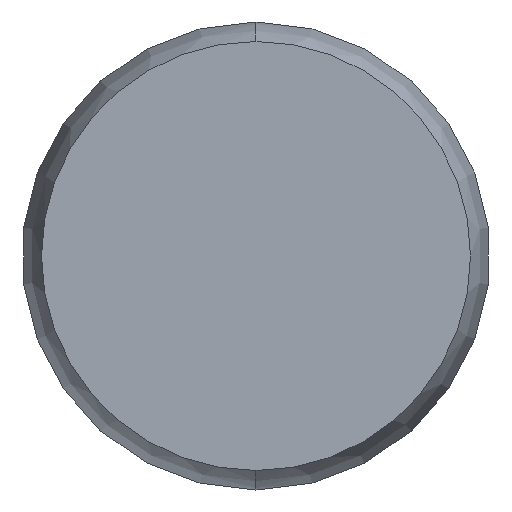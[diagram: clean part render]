
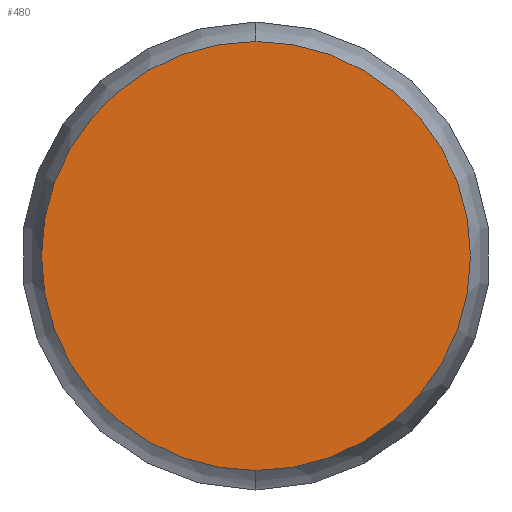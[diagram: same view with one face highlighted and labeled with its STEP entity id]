
A CAD part, left-side view. The second image highlights one B-rep face of the part: STEP entity #480.
In plain terms, the highlighted planar face has unit normal (-1, 0, 0).
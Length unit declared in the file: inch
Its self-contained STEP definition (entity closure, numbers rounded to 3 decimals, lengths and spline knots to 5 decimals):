
#50 = AXIS2_PLACEMENT_3D ( 'NONE', #145, #100, #259 ) ;
#83 = ORIENTED_EDGE ( 'NONE', *, *, #96, .T. ) ;
#93 = VERTEX_POINT ( 'NONE', #302 ) ;
#96 = EDGE_CURVE ( 'NONE', #93, #233, #277, .T. ) ;
#100 = DIRECTION ( 'NONE',  ( -1., 0., 0. ) ) ;
#104 = CARTESIAN_POINT ( 'NONE',  ( 0., 0., 0. ) ) ;
#142 = AXIS2_PLACEMENT_3D ( 'NONE', #376, #331, #327 ) ;
#145 = CARTESIAN_POINT ( 'NONE',  ( 0., 0., 0. ) ) ;
#181 = PLANE ( 'NONE',  #142 ) ;
#211 = ORIENTED_EDGE ( 'NONE', *, *, #474, .T. ) ;
#226 = CIRCLE ( 'NONE', #50, 0.033 ) ;
#233 = VERTEX_POINT ( 'NONE', #268 ) ;
#259 = DIRECTION ( 'NONE',  ( 0., 0., 1. ) ) ;
#268 = CARTESIAN_POINT ( 'NONE',  ( 0., 0., -0.033 ) ) ;
#277 = CIRCLE ( 'NONE', #433, 0.033 ) ;
#282 = FACE_OUTER_BOUND ( 'NONE', #497, .T. ) ;
#302 = CARTESIAN_POINT ( 'NONE',  ( 0., 0., 0.033 ) ) ;
#327 = DIRECTION ( 'NONE',  ( 0., 0., -1. ) ) ;
#331 = DIRECTION ( 'NONE',  ( 1., 0., 0. ) ) ;
#376 = CARTESIAN_POINT ( 'NONE',  ( 0., 0.033, 0. ) ) ;
#433 = AXIS2_PLACEMENT_3D ( 'NONE', #104, #435, #473 ) ;
#435 = DIRECTION ( 'NONE',  ( -1., 0., 0. ) ) ;
#473 = DIRECTION ( 'NONE',  ( 0., 0., 1. ) ) ;
#474 = EDGE_CURVE ( 'NONE', #233, #93, #226, .T. ) ;
#480 = ADVANCED_FACE ( 'NONE', ( #282 ), #181, .F. ) ;
#497 = EDGE_LOOP ( 'NONE', ( #83, #211 ) ) ;
